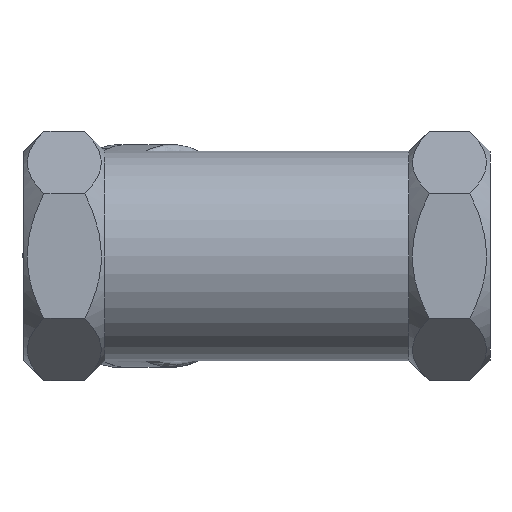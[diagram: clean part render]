
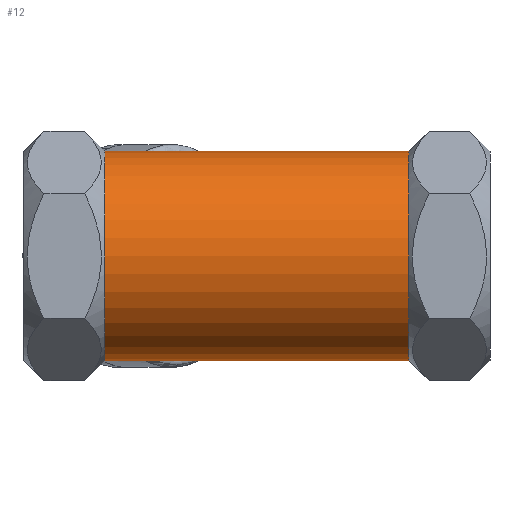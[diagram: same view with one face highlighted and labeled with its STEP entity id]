
A CAD part, front view. The second image highlights one B-rep face of the part: STEP entity #12.
In plain terms, the highlighted cylindrical face has radius 15.5 mm (diameter 31 mm), a partial arc.
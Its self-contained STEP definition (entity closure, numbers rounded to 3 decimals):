
#6 = ORIENTED_EDGE ( 'NONE', *, *, #3493, .T. ) ;
#9 = EDGE_LOOP ( 'NONE', ( #11, #6, #25, #3461, #3458, #3454 ) ) ;
#11 = ORIENTED_EDGE ( 'NONE', *, *, #3509, .F. ) ;
#12 = ADVANCED_FACE ( 'NONE', ( #1005 ), #990, .T. ) ;
#15 = EDGE_CURVE ( 'NONE', #905, #719, #1043, .T. ) ;
#20 = EDGE_CURVE ( 'NONE', #3505, #720, #1039, .T. ) ;
#21 = EDGE_CURVE ( 'NONE', #781, #905, #1035, .T. ) ;
#25 = ORIENTED_EDGE ( 'NONE', *, *, #21, .T. ) ;
#719 = VERTEX_POINT ( 'NONE', #2493 ) ;
#720 = VERTEX_POINT ( 'NONE', #2476 ) ;
#781 = VERTEX_POINT ( 'NONE', #2662 ) ;
#905 = VERTEX_POINT ( 'NONE', #2925 ) ;
#987 = DIRECTION ( 'NONE',  ( 1., 0., 0. ) ) ;
#988 = CARTESIAN_POINT ( 'NONE',  ( -35.08, 0., 0. ) ) ;
#989 = AXIS2_PLACEMENT_3D ( 'NONE', #988, #987, #1049 ) ;
#990 = CYLINDRICAL_SURFACE ( 'NONE', #989, 15.5 ) ;
#1005 = FACE_OUTER_BOUND ( 'NONE', #9, .T. ) ;
#1032 = DIRECTION ( 'NONE',  ( 1., 0., 0. ) ) ;
#1033 = VECTOR ( 'NONE', #1032, 1000. ) ;
#1034 = CARTESIAN_POINT ( 'NONE',  ( -35.08, 0., -15.5 ) ) ;
#1035 = LINE ( 'NONE', #1034, #1033 ) ;
#1036 = DIRECTION ( 'NONE',  ( 1., 0., 0. ) ) ;
#1037 = VECTOR ( 'NONE', #1036, 1000. ) ;
#1038 = CARTESIAN_POINT ( 'NONE',  ( -35.08, 0., 15.5 ) ) ;
#1039 = LINE ( 'NONE', #1038, #1037 ) ;
#1040 = DIRECTION ( 'NONE',  ( 1., 0., 0. ) ) ;
#1041 = VECTOR ( 'NONE', #1040, 1000. ) ;
#1042 = CARTESIAN_POINT ( 'NONE',  ( -35.08, 0., -15.5 ) ) ;
#1043 = LINE ( 'NONE', #1042, #1041 ) ;
#1049 = DIRECTION ( 'NONE',  ( 0., 0., -1. ) ) ;
#2476 = CARTESIAN_POINT ( 'NONE',  ( 9.92, 0., 15.5 ) ) ;
#2493 = CARTESIAN_POINT ( 'NONE',  ( 9.92, 0., -15.5 ) ) ;
#2662 = CARTESIAN_POINT ( 'NONE',  ( -35.08, 0., -15.5 ) ) ;
#2925 = CARTESIAN_POINT ( 'NONE',  ( 0., 0., -15.5 ) ) ;
#3168 = DIRECTION ( 'NONE',  ( 0., 0., 1. ) ) ;
#3169 = DIRECTION ( 'NONE',  ( -1., 0., 0. ) ) ;
#3170 = CARTESIAN_POINT ( 'NONE',  ( 9.92, 0., 0. ) ) ;
#3171 = AXIS2_PLACEMENT_3D ( 'NONE', #3170, #3169, #3168 ) ;
#3172 = CIRCLE ( 'NONE', #3171, 15.5 ) ;
#3255 = DIRECTION ( 'NONE',  ( 0., 0., -1. ) ) ;
#3256 = DIRECTION ( 'NONE',  ( 1., 0., 0. ) ) ;
#3257 = AXIS2_PLACEMENT_3D ( 'NONE', #3263, #3256, #3255 ) ;
#3258 = CIRCLE ( 'NONE', #3257, 15.5 ) ;
#3263 = CARTESIAN_POINT ( 'NONE',  ( -35.08, 0., 0. ) ) ;
#3299 = CARTESIAN_POINT ( 'NONE',  ( 0., 0., 15.5 ) ) ;
#3309 = CARTESIAN_POINT ( 'NONE',  ( -35.08, 0., 15.5 ) ) ;
#3328 = DIRECTION ( 'NONE',  ( 1., 0., 0. ) ) ;
#3329 = VECTOR ( 'NONE', #3328, 1000. ) ;
#3330 = CARTESIAN_POINT ( 'NONE',  ( -35.08, 0., 15.5 ) ) ;
#3331 = LINE ( 'NONE', #3330, #3329 ) ;
#3454 = ORIENTED_EDGE ( 'NONE', *, *, #20, .F. ) ;
#3456 = EDGE_CURVE ( 'NONE', #719, #720, #3172, .T. ) ;
#3458 = ORIENTED_EDGE ( 'NONE', *, *, #3456, .T. ) ;
#3461 = ORIENTED_EDGE ( 'NONE', *, *, #15, .T. ) ;
#3493 = EDGE_CURVE ( 'NONE', #3499, #781, #3258, .T. ) ;
#3499 = VERTEX_POINT ( 'NONE', #3309 ) ;
#3505 = VERTEX_POINT ( 'NONE', #3299 ) ;
#3509 = EDGE_CURVE ( 'NONE', #3499, #3505, #3331, .T. ) ;
